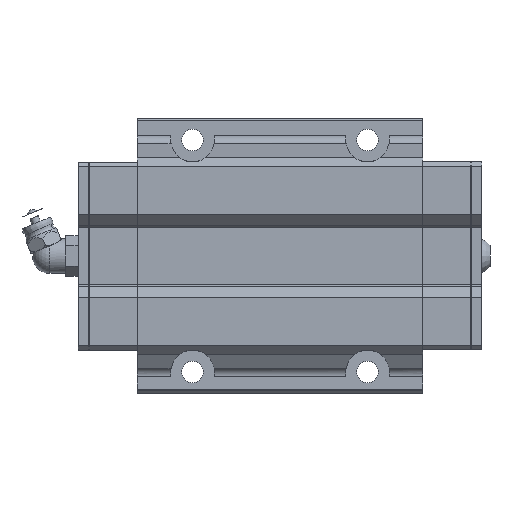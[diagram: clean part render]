
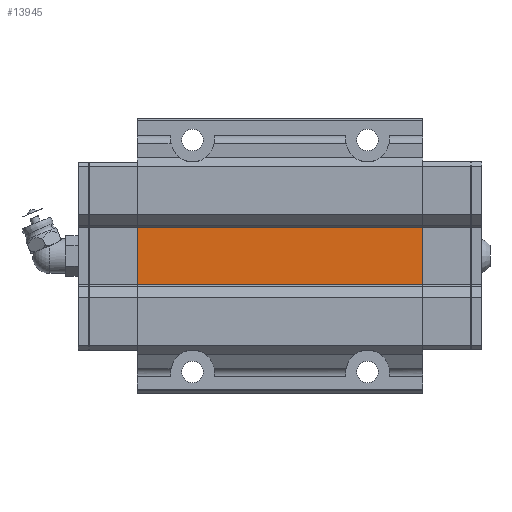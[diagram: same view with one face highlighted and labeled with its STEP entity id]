
A CAD part, front view. The second image highlights one B-rep face of the part: STEP entity #13945.
In plain terms, the highlighted planar face has unit normal (0, -1, 0).
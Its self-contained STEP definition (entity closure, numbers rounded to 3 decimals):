
#311=PLANE('',#15032);
#1022=FACE_OUTER_BOUND('',#1783,.T.);
#1783=EDGE_LOOP('',(#11174,#11175,#11176,#11177));
#3384=LINE('',#21689,#4897);
#3450=LINE('',#21861,#4963);
#3466=LINE('',#21901,#4979);
#3467=LINE('',#21903,#4980);
#4897=VECTOR('',#17473,10.);
#4963=VECTOR('',#17589,10.);
#4979=VECTOR('',#17637,87.2);
#4980=VECTOR('',#17640,87.2);
#6369=VERTEX_POINT('',#21686);
#6370=VERTEX_POINT('',#21688);
#6450=VERTEX_POINT('',#21858);
#6451=VERTEX_POINT('',#21860);
#8050=EDGE_CURVE('',#6369,#6370,#3384,.T.);
#8140=EDGE_CURVE('',#6450,#6451,#3450,.T.);
#8160=EDGE_CURVE('',#6370,#6450,#3466,.T.);
#8161=EDGE_CURVE('',#6369,#6451,#3467,.T.);
#11174=ORIENTED_EDGE('',*,*,#8140,.F.);
#11175=ORIENTED_EDGE('',*,*,#8160,.F.);
#11176=ORIENTED_EDGE('',*,*,#8050,.F.);
#11177=ORIENTED_EDGE('',*,*,#8161,.T.);
#13945=ADVANCED_FACE('',(#1022),#311,.T.);
#15032=AXIS2_PLACEMENT_3D('',#21902,#17638,#17639);
#17473=DIRECTION('',(-1.,0.,0.));
#17589=DIRECTION('',(1.,0.,0.));
#17637=DIRECTION('',(0.,0.,1.));
#17638=DIRECTION('center_axis',(0.,-1.,0.));
#17639=DIRECTION('ref_axis',(1.,0.,0.));
#17640=DIRECTION('',(0.,0.,1.));
#21686=CARTESIAN_POINT('',(7.231,0.,-32.6));
#21688=CARTESIAN_POINT('',(-7.231,0.,-32.6));
#21689=CARTESIAN_POINT('',(-3.615,0.,-32.6));
#21858=CARTESIAN_POINT('',(-7.231,0.,32.6));
#21860=CARTESIAN_POINT('',(7.231,0.,32.6));
#21861=CARTESIAN_POINT('',(-3.615,0.,32.6));
#21901=CARTESIAN_POINT('',(-7.231,0.,-46.1));
#21902=CARTESIAN_POINT('Origin',(-7.231,0.,-32.6));
#21903=CARTESIAN_POINT('',(7.231,0.,-46.1));
